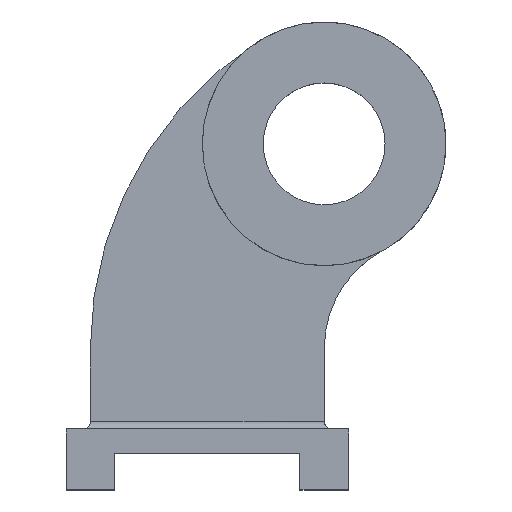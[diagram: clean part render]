
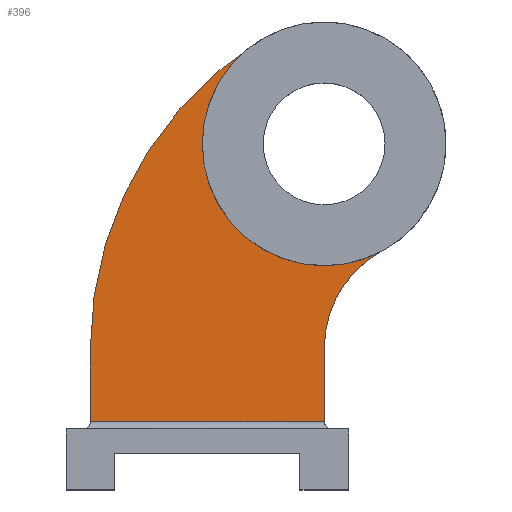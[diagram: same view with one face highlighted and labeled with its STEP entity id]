
A CAD part, top view. The second image highlights one B-rep face of the part: STEP entity #396.
In plain terms, the highlighted planar face has unit normal (0, 0, 1).
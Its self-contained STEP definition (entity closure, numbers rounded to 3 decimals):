
#18=CIRCLE('',#438,45.);
#19=CIRCLE('',#439,50.);
#20=CIRCLE('',#440,50.);
#21=CIRCLE('',#441,149.1);
#28=PLANE('',#437);
#47=FACE_OUTER_BOUND('',#70,.T.);
#70=EDGE_LOOP('',(#288,#289,#290,#291,#292,#293,#294));
#101=LINE('',#605,#143);
#104=LINE('',#611,#146);
#105=LINE('',#620,#147);
#143=VECTOR('',#487,10.);
#146=VECTOR('',#494,10.);
#147=VECTOR('',#503,10.);
#182=VERTEX_POINT('',#589);
#185=VERTEX_POINT('',#596);
#188=VERTEX_POINT('',#610);
#189=VERTEX_POINT('',#612);
#190=VERTEX_POINT('',#614);
#191=VERTEX_POINT('',#616);
#192=VERTEX_POINT('',#618);
#225=EDGE_CURVE('',#185,#182,#101,.T.);
#228=EDGE_CURVE('',#185,#188,#104,.T.);
#229=EDGE_CURVE('',#188,#189,#18,.T.);
#230=EDGE_CURVE('',#189,#190,#19,.T.);
#231=EDGE_CURVE('',#190,#191,#20,.T.);
#232=EDGE_CURVE('',#191,#192,#21,.T.);
#233=EDGE_CURVE('',#192,#182,#105,.T.);
#288=ORIENTED_EDGE('',*,*,#225,.F.);
#289=ORIENTED_EDGE('',*,*,#228,.T.);
#290=ORIENTED_EDGE('',*,*,#229,.T.);
#291=ORIENTED_EDGE('',*,*,#230,.T.);
#292=ORIENTED_EDGE('',*,*,#231,.T.);
#293=ORIENTED_EDGE('',*,*,#232,.T.);
#294=ORIENTED_EDGE('',*,*,#233,.T.);
#396=ADVANCED_FACE('',(#47),#28,.T.);
#437=AXIS2_PLACEMENT_3D('',#609,#492,#493);
#438=AXIS2_PLACEMENT_3D('',#613,#495,#496);
#439=AXIS2_PLACEMENT_3D('',#615,#497,#498);
#440=AXIS2_PLACEMENT_3D('',#617,#499,#500);
#441=AXIS2_PLACEMENT_3D('',#619,#501,#502);
#487=DIRECTION('',(-1.,0.,0.));
#492=DIRECTION('center_axis',(0.,0.,1.));
#493=DIRECTION('ref_axis',(1.,0.,0.));
#494=DIRECTION('',(0.,1.,0.));
#495=DIRECTION('center_axis',(0.,0.,-1.));
#496=DIRECTION('ref_axis',(-0.474,0.88,0.));
#497=DIRECTION('center_axis',(0.,0.,-1.));
#498=DIRECTION('ref_axis',(1.,0.,0.));
#499=DIRECTION('center_axis',(0.,0.,-1.));
#500=DIRECTION('ref_axis',(1.,0.,0.));
#501=DIRECTION('center_axis',(0.,0.,1.));
#502=DIRECTION('ref_axis',(-0.537,0.844,0.));
#503=DIRECTION('',(0.,-1.,0.));
#589=CARTESIAN_POINT('',(10.,28.,10.));
#596=CARTESIAN_POINT('',(106.,28.,10.));
#605=CARTESIAN_POINT('',(92.912,28.,10.));
#609=CARTESIAN_POINT('Origin',(69.825,104.574,10.));
#610=CARTESIAN_POINT('',(106.,58.33,10.));
#611=CARTESIAN_POINT('',(106.,25.,10.));
#612=CARTESIAN_POINT('',(129.649,97.942,10.));
#613=CARTESIAN_POINT('Origin',(151.,58.33,10.));
#614=CARTESIAN_POINT('',(55.926,141.956,10.));
#615=CARTESIAN_POINT('Origin',(105.926,141.956,10.));
#616=CARTESIAN_POINT('',(79.097,184.149,10.));
#617=CARTESIAN_POINT('Origin',(105.926,141.956,10.));
#618=CARTESIAN_POINT('',(10.,58.33,10.));
#619=CARTESIAN_POINT('Origin',(159.1,58.33,10.));
#620=CARTESIAN_POINT('',(10.,25.,10.));
